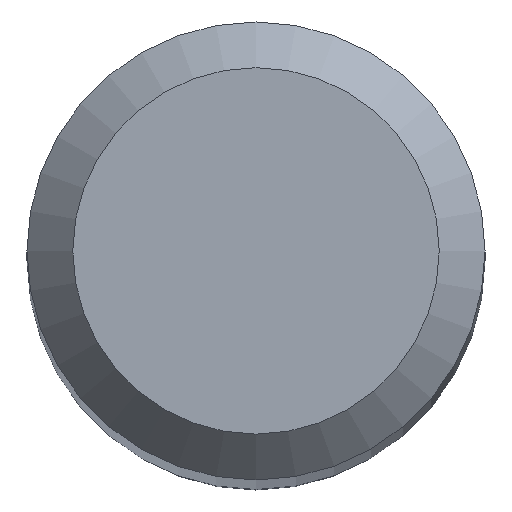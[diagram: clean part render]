
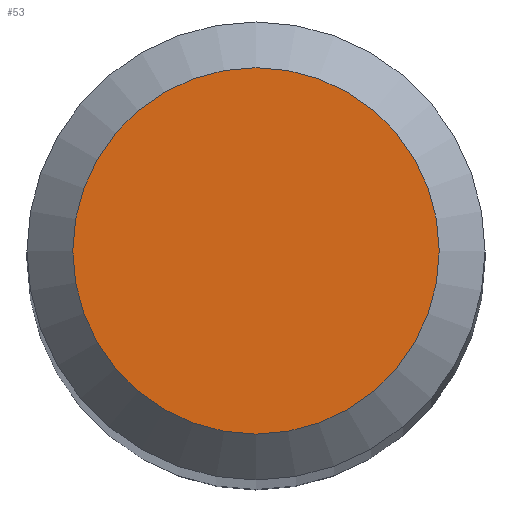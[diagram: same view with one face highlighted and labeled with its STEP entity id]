
A CAD part, top view. The second image highlights one B-rep face of the part: STEP entity #53.
In plain terms, the highlighted planar face has unit normal (0, 0, 1).
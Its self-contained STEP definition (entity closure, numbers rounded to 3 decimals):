
#6 = DIRECTION ( 'NONE',  ( 0., 0., -1. ) ) ;
#38 = EDGE_CURVE ( 'NONE', #295, #295, #147, .T. ) ;
#44 = ORIENTED_EDGE ( 'NONE', *, *, #38, .F. ) ;
#45 = EDGE_LOOP ( 'NONE', ( #44 ) ) ;
#53 = ADVANCED_FACE ( 'NONE', ( #95 ), #182, .F. ) ;
#92 = AXIS2_PLACEMENT_3D ( 'NONE', #282, #6, #183 ) ;
#95 = FACE_OUTER_BOUND ( 'NONE', #45, .T. ) ;
#107 = CARTESIAN_POINT ( 'NONE',  ( 0., 1.2, 61. ) ) ;
#124 = AXIS2_PLACEMENT_3D ( 'NONE', #179, #135, #210 ) ;
#135 = DIRECTION ( 'NONE',  ( 0., 0., -1. ) ) ;
#147 = CIRCLE ( 'NONE', #124, 1.2 ) ;
#179 = CARTESIAN_POINT ( 'NONE',  ( 0., 0., 61. ) ) ;
#182 = PLANE ( 'NONE',  #92 ) ;
#183 = DIRECTION ( 'NONE',  ( 0., 1., 0. ) ) ;
#210 = DIRECTION ( 'NONE',  ( 0., 1., 0. ) ) ;
#282 = CARTESIAN_POINT ( 'NONE',  ( 0., 0., 61. ) ) ;
#295 = VERTEX_POINT ( 'NONE', #107 ) ;
